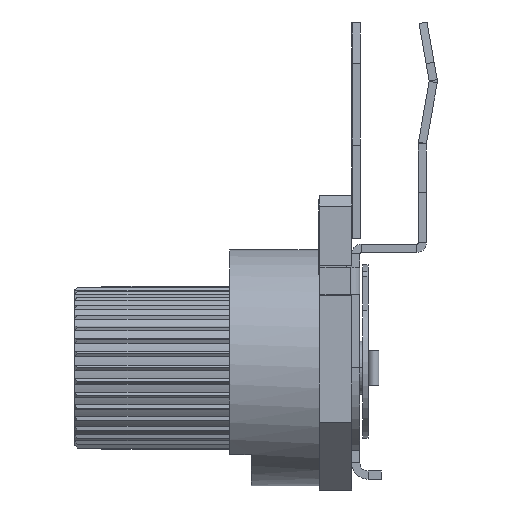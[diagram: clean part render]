
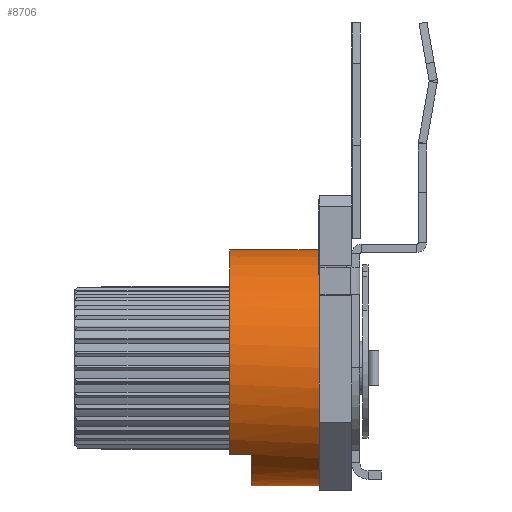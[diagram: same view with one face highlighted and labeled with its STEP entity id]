
A CAD part, left-side view. The second image highlights one B-rep face of the part: STEP entity #8706.
In plain terms, the highlighted cylindrical face has radius 4.35 mm (diameter 8.7 mm), a partial arc.
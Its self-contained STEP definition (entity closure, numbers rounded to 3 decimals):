
#700=CARTESIAN_POINT('',(0.,1.2,0.));
#701=DIRECTION('',(0.,-1.,0.));
#702=DIRECTION('',(0.,0.,1.));
#703=AXIS2_PLACEMENT_3D('',#700,#701,#702);
#2130=DIRECTION('',(0.,1.,0.));
#2131=VECTOR('',#2130,2.5);
#2132=CARTESIAN_POINT('',(0.,1.2,-4.35));
#2133=LINE('',#2132,#2131);
#2134=CARTESIAN_POINT('',(0.,3.7,0.));
#2135=DIRECTION('',(0.,-1.,0.));
#2136=DIRECTION('',(-0.677,0.,-0.736));
#2137=AXIS2_PLACEMENT_3D('',#2134,#2135,#2136);
#2139=DIRECTION('',(0.,-1.,0.));
#2140=VECTOR('',#2139,0.8);
#2141=CARTESIAN_POINT('',(-2.947,4.5,-3.2));
#2142=LINE('',#2141,#2140);
#2143=DIRECTION('',(0.,1.,0.));
#2144=VECTOR('',#2143,3.3);
#2145=CARTESIAN_POINT('',(0.,1.2,4.35));
#2146=LINE('',#2145,#2144);
#2160=CARTESIAN_POINT('',(0.,4.5,0.));
#2161=DIRECTION('',(0.,1.,0.));
#2162=DIRECTION('',(-0.677,0.,-0.736));
#2163=AXIS2_PLACEMENT_3D('',#2160,#2161,#2162);
#4509=CARTESIAN_POINT('',(0.,3.7,-4.35));
#4511=VERTEX_POINT('',#4509);
#4515=CARTESIAN_POINT('',(-2.947,4.5,-3.2));
#4516=VERTEX_POINT('',#4515);
#4517=CARTESIAN_POINT('',(-2.947,3.7,-3.2));
#4518=VERTEX_POINT('',#4517);
#4519=CARTESIAN_POINT('',(0.,4.5,4.35));
#4520=VERTEX_POINT('',#4519);
#4939=CARTESIAN_POINT('',(0.,1.2,-4.35));
#4940=CARTESIAN_POINT('',(0.,1.2,4.35));
#4941=VERTEX_POINT('',#4939);
#4942=VERTEX_POINT('',#4940);
#8690=CARTESIAN_POINT('',(0.,10.65,0.));
#8691=DIRECTION('',(0.,-1.,0.));
#8692=DIRECTION('',(0.,0.,1.));
#8693=AXIS2_PLACEMENT_3D('',#8690,#8691,#8692);
#8694=CYLINDRICAL_SURFACE('',#8693,4.35);
#8695=ORIENTED_EDGE('',*,*,#6587,.T.);
#8696=ORIENTED_EDGE('',*,*,#8685,.T.);
#8698=ORIENTED_EDGE('',*,*,#8697,.F.);
#8700=ORIENTED_EDGE('',*,*,#8699,.F.);
#8702=ORIENTED_EDGE('',*,*,#8701,.T.);
#8703=ORIENTED_EDGE('',*,*,#8677,.F.);
#8704=EDGE_LOOP('',(#8695,#8696,#8698,#8700,#8702,#8703));
#8705=FACE_OUTER_BOUND('',#8704,.F.);
#8706=ADVANCED_FACE('',(#8705),#8694,.T.);
#704=CIRCLE('',#703,4.35);
#2138=CIRCLE('',#2137,4.35);
#2164=CIRCLE('',#2163,4.35);
#6587=EDGE_CURVE('',#4942,#4941,#704,.T.);
#8677=EDGE_CURVE('',#4942,#4520,#2146,.T.);
#8685=EDGE_CURVE('',#4941,#4511,#2133,.T.);
#8697=EDGE_CURVE('',#4518,#4511,#2138,.T.);
#8699=EDGE_CURVE('',#4516,#4518,#2142,.T.);
#8701=EDGE_CURVE('',#4516,#4520,#2164,.T.);
